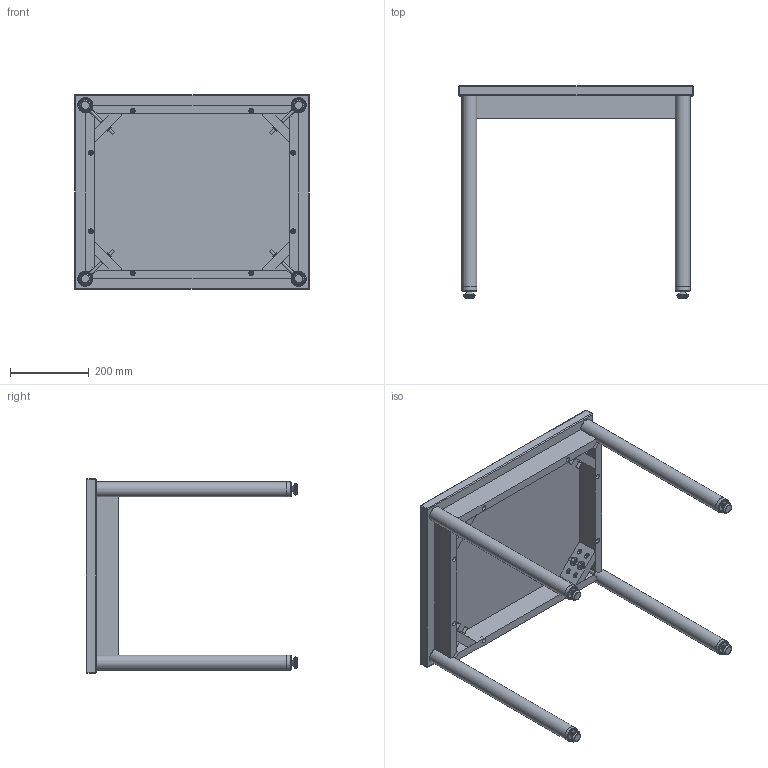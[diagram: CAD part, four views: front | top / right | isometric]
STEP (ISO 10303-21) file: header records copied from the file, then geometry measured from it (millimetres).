
FILE_DESCRIPTION(/* description */ ('APRON RAIL'),/* implementation_level */ '2;1');
FILE_NAME(/* name */ 'GRT2420.stp',/* time_stamp */ '2015-04-15T07:39:31-04:00',/* author */ ('jbosley'),/* organization */ (''),/* preprocessor_version */ 'ST-DEVELOPER v15.6',/* originating_system */ 'Autodesk Inventor 2015',/* authorisation */ '');
FILE_SCHEMA (('AUTOMOTIVE_DESIGN { 1 0 10303 214 3 1 1 }'));
Length unit declared in the file: inch
Products named in the file (16): GRT-01; GRT-03; CB 0T7; 8X1 QUAD DT; GRT2420 FRM; TOP B 3 042L; GRT 19.5 BRZ; 8X2.5 QUAD DT; 5-16 WASHER; 5-16X.18 LK NUT; INST GLD 1420; GLD 1420 BLK; GLD 1420 THREAD; ANSI B18.6.3 - 1_4 - 28(2); GRT2420
Bounding box: 596.9 x 539.04 x 495.3 mm (x, y, z)
Volume: 10800737.5 mm3; surface area: 1543469.6 mm2
Topology: 77 solids, 77 shells, 1242 faces, 2752 edges, 1716 vertices
Faces by surface type: plane 658, cylinder 280, cone 240, torus 52, sphere 12
Full cylindrical faces by diameter (mm): 4.166 x24, 4.762 x24, 5.359 x4, 6.35 x12, 6.401 x16, 7.938 x8, 8.179 x24, 8.89 x8, 9.398 x8, 9.525 x16, 11.112 x8, 12.014 x4, 12.7 x16, 22.225 x8, 22.987 x8, 33.02 x4, 34.925 x4, 38.1 x8
Entity records: 6920 total; most frequent: CARTESIAN_POINT 1461, DIRECTION 1146, ORIENTED_EDGE 856, AXIS2_PLACEMENT_3D 495, EDGE_CURVE 428, EDGE_LOOP 346, VERTEX_POINT 296, FACE_OUTER_BOUND 238
